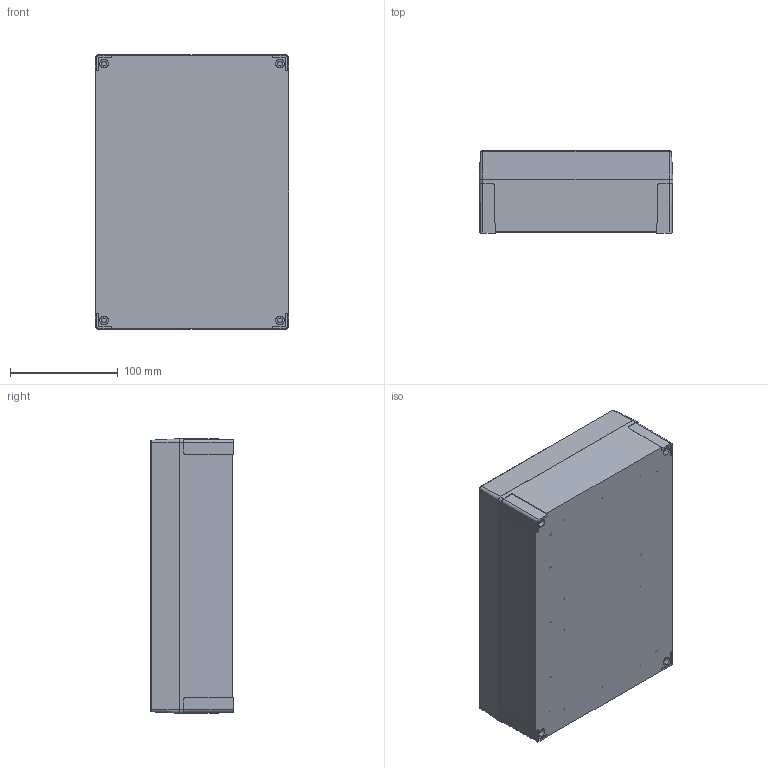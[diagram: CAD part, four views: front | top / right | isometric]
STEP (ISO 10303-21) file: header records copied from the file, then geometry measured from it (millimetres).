
FILE_DESCRIPTION (( 'STEP AP214' ), '1' );
FILE_NAME ('6011326_FIBOX_MNX_PC_200_75_HG.STEP', '2023-02-16T12:48:28', ( '' ), ( '' ), 'SwSTEP 2.0', 'SolidWorks 2021', '' );
FILE_SCHEMA (( 'AUTOMOTIVE_DESIGN' ));
Length unit declared in the file: millimetre
Products named in the file (4): FIBOX_MNX20025C; 6011326_FIBOX_MNX_PC_200_75_HG; FIBOX_MNX200HB; FIBOX_MNXSS14551H
Assembly tree (6 placements, depth 2):
  6011326_FIBOX_MNX_PC_200_75_HG
    FIBOX_MNX200HB
    FIBOX_MNX20025C
    FIBOX_MNXSS14551H  x4
Bounding box: 180.1 x 76.6 x 255.1 mm (x, y, z)
Volume: 498798.6 mm3; surface area: 323386 mm2
Topology: 6 solids, 6 shells, 582 faces, 1389 edges, 918 vertices
Faces by surface type: plane 318, cylinder 208, cone 56
Entity records: 14803 total; most frequent: CARTESIAN_POINT 2670, DIRECTION 2627, ORIENTED_EDGE 2370, EDGE_CURVE 1185, AXIS2_PLACEMENT_3D 983, VERTEX_POINT 786, LINE 661, VECTOR 661
